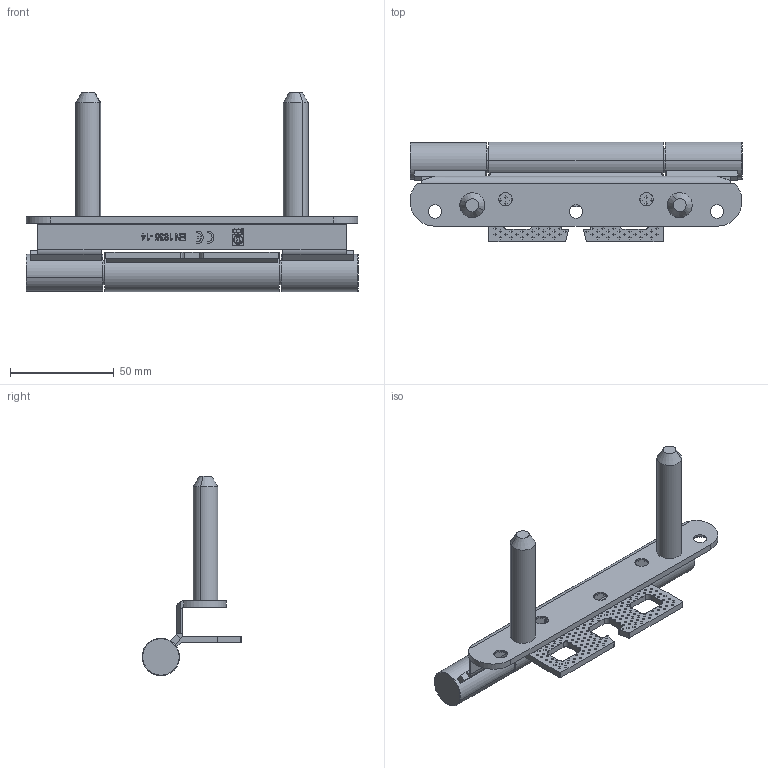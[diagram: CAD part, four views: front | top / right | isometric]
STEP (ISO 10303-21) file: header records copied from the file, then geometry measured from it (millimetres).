
FILE_DESCRIPTION (( 'STEP AP203' ), '1' );
FILE_NAME ('OBX-18-1531-160-LG-RC-A-TZ_D042-26615.STEP', '2022-05-04T09:48:36', ( '' ), ( '' ), 'SwSTEP 2.0', 'SolidWorks 2020', '' );
FILE_SCHEMA (( 'CONFIG_CONTROL_DESIGN' ));
Length unit declared in the file: millimetre
Products named in the file (10): DIN5401-III; D043-25250; D043-25236; ISO 10642_M6x16 - A2-70; OBX-18-1531-160-LG-RC-A-TZ_D042-26615; D044-14308; D046-14312; D044-14309; B01572; B02853
Assembly tree (15 placements, depth 2):
  OBX-18-1531-160-LG-RC-A-TZ_D042-26615
    D044-14309
    D043-25250
    DIN5401-III  x2
    B01572  x2
    D044-14308  x2
    D046-14312  x2
    D043-25236
    B02853  x2
    ISO 10642_M6x16 - A2-70  x2
Bounding box: 160 x 48 x 96 mm (x, y, z)
Volume: 75973.1 mm3; surface area: 41720.8 mm2
Topology: 15 solids, 15 shells, 1888 faces, 4109 edges, 2602 vertices
Faces by surface type: plane 1620, cylinder 147, cone 54, bspline 51, sphere 12, torus 4
Entity records: 52098 total; most frequent: CARTESIAN_POINT 11387, ORIENTED_EDGE 7884, DIRECTION 7653, EDGE_CURVE 3942, LINE 3513, VECTOR 3513, VERTEX_POINT 2499, EDGE_LOOP 2187
